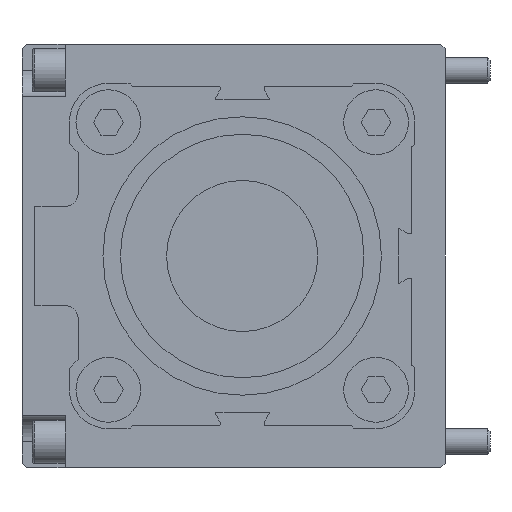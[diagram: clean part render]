
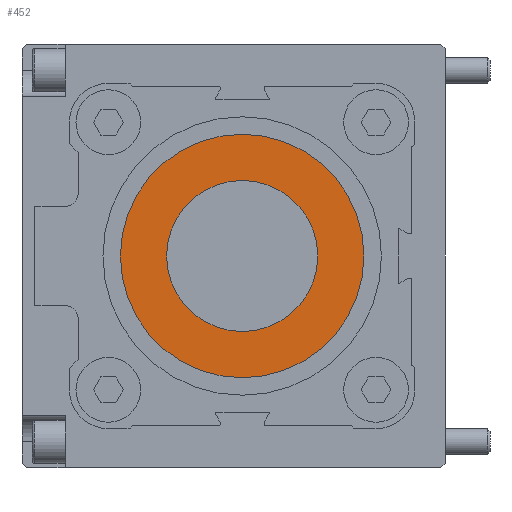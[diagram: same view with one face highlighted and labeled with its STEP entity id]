
A CAD part, left-side view. The second image highlights one B-rep face of the part: STEP entity #452.
In plain terms, the highlighted planar face has unit normal (-1, 0, 0).
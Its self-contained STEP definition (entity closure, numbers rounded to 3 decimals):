
#452 = ADVANCED_FACE( '', ( #1291, #1292 ), #1293, .T. );
#1291 = FACE_OUTER_BOUND( '', #2614, .T. );
#1292 = FACE_BOUND( '', #2615, .T. );
#1293 = PLANE( '', #2616 );
#2614 = EDGE_LOOP( '', ( #3996 ) );
#2615 = EDGE_LOOP( '', ( #3997 ) );
#2616 = AXIS2_PLACEMENT_3D( '', #3998, #3999, #4000 );
#3996 = ORIENTED_EDGE( '', *, *, #7511, .T. );
#3997 = ORIENTED_EDGE( '', *, *, #7512, .F. );
#3998 = CARTESIAN_POINT( '', ( -140.1, -17.5, 0. ) );
#3999 = DIRECTION( '', ( -1., 0., 0. ) );
#4000 = DIRECTION( '', ( 0., -1., 0. ) );
#7511 = EDGE_CURVE( '', #8946, #8946, #8947, .T. );
#7512 = EDGE_CURVE( '', #8948, #8948, #8949, .T. );
#8946 = VERTEX_POINT( '', #11034 );
#8947 = CIRCLE( '', #11035, 28.2 );
#8948 = VERTEX_POINT( '', #11036 );
#8949 = CIRCLE( '', #11037, 17.5 );
#11034 = CARTESIAN_POINT( '', ( -140.1, -28.2, 0. ) );
#11035 = AXIS2_PLACEMENT_3D( '', #13725, #13726, #13727 );
#11036 = CARTESIAN_POINT( '', ( -140.1, -17.5, 0. ) );
#11037 = AXIS2_PLACEMENT_3D( '', #13728, #13729, #13730 );
#13725 = CARTESIAN_POINT( '', ( -140.1, 0., 0. ) );
#13726 = DIRECTION( '', ( -1., 0., 0. ) );
#13727 = DIRECTION( '', ( 0., -1., 0. ) );
#13728 = CARTESIAN_POINT( '', ( -140.1, 0., 0. ) );
#13729 = DIRECTION( '', ( -1., 0., 0. ) );
#13730 = DIRECTION( '', ( 0., -1., 0. ) );
